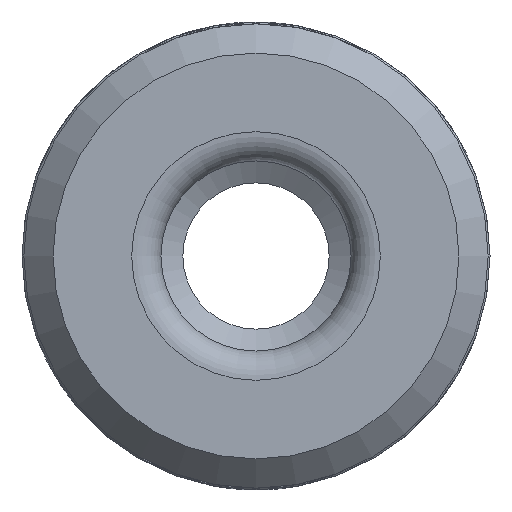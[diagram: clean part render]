
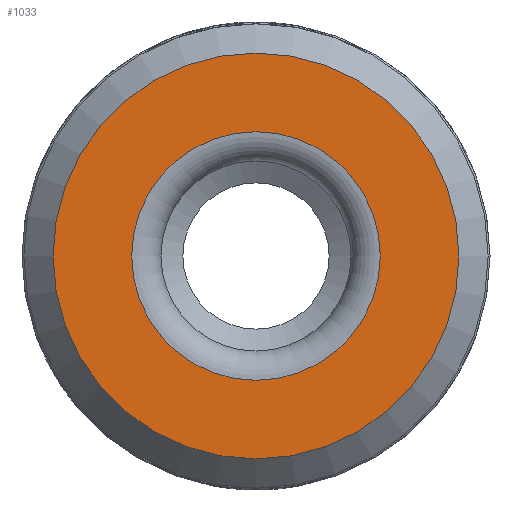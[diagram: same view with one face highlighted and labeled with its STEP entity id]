
A CAD part, left-side view. The second image highlights one B-rep face of the part: STEP entity #1033.
In plain terms, the highlighted planar face has unit normal (-1, 0, 0).
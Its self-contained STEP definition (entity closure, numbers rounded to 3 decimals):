
#77=FACE_BOUND('',#216,.T.);
#106=PLANE('',#1170);
#155=FACE_OUTER_BOUND('',#215,.T.);
#215=EDGE_LOOP('',(#751));
#216=EDGE_LOOP('',(#752));
#416=CIRCLE('',#1164,4.25);
#421=CIRCLE('',#1171,6.938);
#482=VERTEX_POINT('',#1655);
#486=VERTEX_POINT('',#1667);
#585=EDGE_CURVE('',#482,#482,#416,.T.);
#591=EDGE_CURVE('',#486,#486,#421,.T.);
#751=ORIENTED_EDGE('',*,*,#591,.F.);
#752=ORIENTED_EDGE('',*,*,#585,.F.);
#1033=ADVANCED_FACE('',(#155,#77),#106,.T.);
#1164=AXIS2_PLACEMENT_3D('',#1656,#1327,#1328);
#1170=AXIS2_PLACEMENT_3D('',#1666,#1340,#1341);
#1171=AXIS2_PLACEMENT_3D('',#1668,#1342,#1343);
#1327=DIRECTION('center_axis',(-1.,0.,0.));
#1328=DIRECTION('ref_axis',(0.,0.,
-1.));
#1340=DIRECTION('center_axis',(-1.,0.,0.));
#1341=DIRECTION('ref_axis',(0.,0.,1.));
#1342=DIRECTION('center_axis',(1.,0.,0.));
#1343=DIRECTION('ref_axis',(0.,-1.,0.));
#1655=CARTESIAN_POINT('',(0.,0.,4.25));
#1656=CARTESIAN_POINT('Origin',(0.,0.,
0.));
#1666=CARTESIAN_POINT('Origin',(0.,7.938,0.));
#1667=CARTESIAN_POINT('',(0.,6.938,0.));
#1668=CARTESIAN_POINT('Origin',(0.,0.,
0.));
